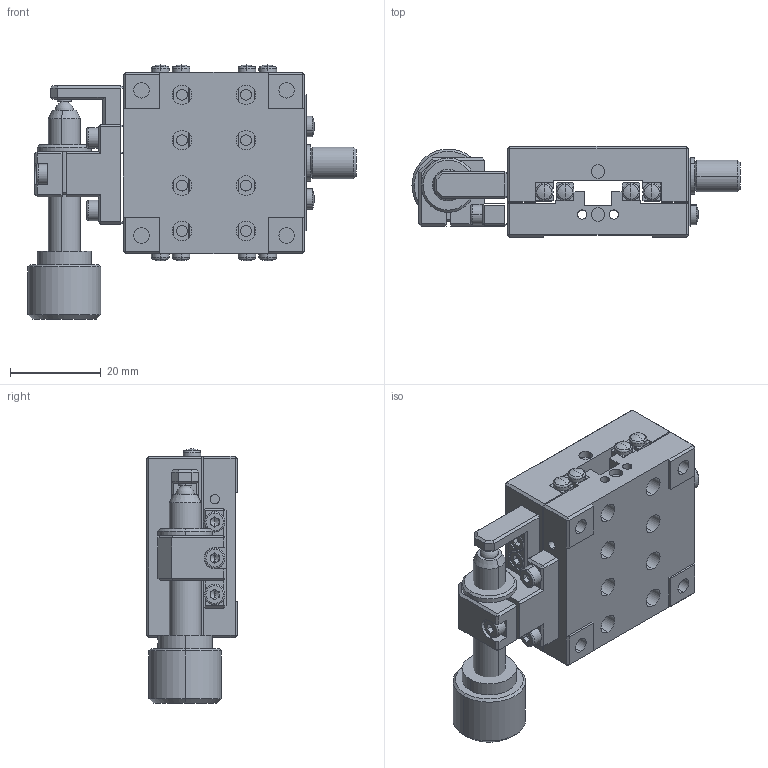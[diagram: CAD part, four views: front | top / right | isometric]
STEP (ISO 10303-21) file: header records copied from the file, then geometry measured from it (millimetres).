
FILE_DESCRIPTION (( 'STEP AP203' ), '1' );
FILE_NAME ('AK13-4020SR.step', '2019-05-08T06:22:38', ( '' ), ( '' ), 'SwSTEP 2.0', 'SolidWorks 2017', '' );
FILE_SCHEMA (( 'CONFIG_CONTROL_DESIGN' ));
Length unit declared in the file: millimetre
Products named in the file (1): AK13-4020SR
Bounding box: 72.3 x 20 x 56.03 mm (x, y, z)
Surface area: 18158.9 mm2 (no closed solid volume)
Topology: 0 solids, 34 shells, 659 faces, 2111 edges, 1428 vertices
Faces by surface type: plane 415, cylinder 150, bspline 32, cone 30, torus 26, sphere 6
Entity records: 23417 total; most frequent: CARTESIAN_POINT 4799, DIRECTION 3966, ORIENTED_EDGE 3433, EDGE_CURVE 2074, VERTEX_POINT 1425, VECTOR 1358, LINE 1358, AXIS2_PLACEMENT_3D 1304
